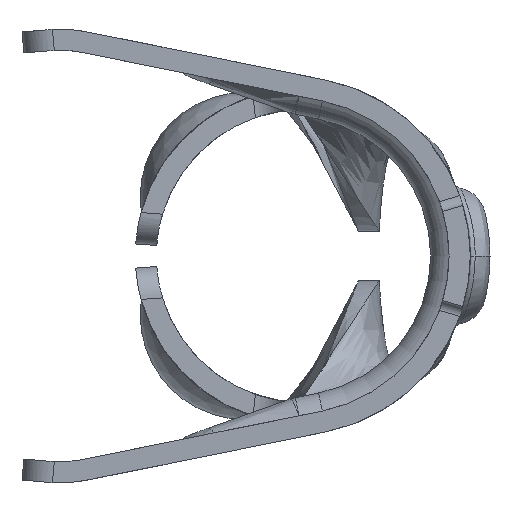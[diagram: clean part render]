
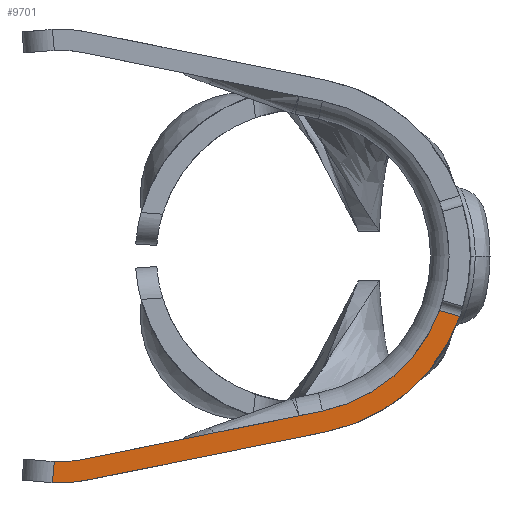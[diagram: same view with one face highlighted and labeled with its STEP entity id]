
A CAD part, left-side view. The second image highlights one B-rep face of the part: STEP entity #9701.
In plain terms, the highlighted planar face has unit normal (-0.999, 0.035, 0).
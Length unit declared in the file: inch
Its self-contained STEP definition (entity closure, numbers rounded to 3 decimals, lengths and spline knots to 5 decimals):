
#54 = CARTESIAN_POINT ( 'NONE',  ( -1.96623, 0.23565, -0.1949 ) ) ;
#143 = VERTEX_POINT ( 'NONE', #9720 ) ;
#356 = LINE ( 'NONE', #4991, #3006 ) ;
#587 = VERTEX_POINT ( 'NONE', #12188 ) ;
#681 = VERTEX_POINT ( 'NONE', #14085 ) ;
#716 = EDGE_CURVE ( 'NONE', #681, #143, #14254, .T. ) ;
#776 = LINE ( 'NONE', #5347, #3047 ) ;
#783 = VERTEX_POINT ( 'NONE', #1923 ) ;
#1063 = CARTESIAN_POINT ( 'NONE',  ( -1.96623, 0.23565, -0.1949 ) ) ;
#1725 = DIRECTION ( 'NONE',  ( 0.999, -0.035, 0. ) ) ;
#1923 = CARTESIAN_POINT ( 'NONE',  ( -1.97965, -0.14883, -0.05723 ) ) ;
#2380 = VERTEX_POINT ( 'NONE', #14476 ) ;
#2432 = CARTESIAN_POINT ( 'NONE',  ( -1.96617, 0.23739, -0.21484 ) ) ;
#2511 = DIRECTION ( 'NONE',  ( 0.033, 0.959, 0.281 ) ) ;
#2649 = CARTESIAN_POINT ( 'NONE',  ( -1.9749, -0.01273, -0.16859 ) ) ;
#2849 = FACE_OUTER_BOUND ( 'NONE', #5420, .T. ) ;
#2956 = ORIENTED_EDGE ( 'NONE', *, *, #10580, .F. ) ;
#3006 = VECTOR ( 'NONE', #9615, 39.37008 ) ;
#3047 = VECTOR ( 'NONE', #9975, 39.37008 ) ;
#3178 = ORIENTED_EDGE ( 'NONE', *, *, #7942, .F. ) ;
#3304 = CARTESIAN_POINT ( 'NONE',  ( -1.97524, -0.02246, -0.16662 ) ) ;
#3408 = ORIENTED_EDGE ( 'NONE', *, *, #11228, .T. ) ;
#3537 = CARTESIAN_POINT ( 'NONE',  ( -1.96737, 0.20293, -0.21222 ) ) ;
#3622 = ORIENTED_EDGE ( 'NONE', *, *, #6896, .F. ) ;
#3906 = ORIENTED_EDGE ( 'NONE', *, *, #13750, .F. ) ;
#3950 =( BOUNDED_CURVE ( )  B_SPLINE_CURVE ( 3, ( #4416, #9041, #13645, #3304 ),
 .UNSPECIFIED., .F., .T. ) 
 B_SPLINE_CURVE_WITH_KNOTS ( ( 4, 4 ),
 ( 0.34338, 1.37119 ),
 .UNSPECIFIED. ) 
 CURVE ( )  GEOMETRIC_REPRESENTATION_ITEM ( )  RATIONAL_B_SPLINE_CURVE ( ( 1., 0.914, 0.914, 1. ) ) 
 REPRESENTATION_ITEM ( '' )  );
#4025 = ORIENTED_EDGE ( 'NONE', *, *, #716, .F. ) ;
#4224 = ORIENTED_EDGE ( 'NONE', *, *, #4850, .T. ) ;
#4416 = CARTESIAN_POINT ( 'NONE',  ( -1.97965, -0.14883, -0.05723 ) ) ;
#4441 =( BOUNDED_CURVE ( )  B_SPLINE_CURVE ( 3, ( #3537, #8150, #12746, #2432 ),
 .UNSPECIFIED., .F., .T. ) 
 B_SPLINE_CURVE_WITH_KNOTS ( ( 4, 4 ),
 ( 1.37119, 1.61868 ),
 .UNSPECIFIED. ) 
 CURVE ( )  GEOMETRIC_REPRESENTATION_ITEM ( )  RATIONAL_B_SPLINE_CURVE ( ( 1., 0.995, 0.995, 1. ) ) 
 REPRESENTATION_ITEM ( '' )  );
#4448 = ORIENTED_EDGE ( 'NONE', *, *, #5906, .F. ) ;
#4850 = EDGE_CURVE ( 'NONE', #783, #143, #8234, .T. ) ;
#4991 = CARTESIAN_POINT ( 'NONE',  ( -1.96616, 0.23763, -0.21751 ) ) ;
#5347 = CARTESIAN_POINT ( 'NONE',  ( -1.97476, -0.00877, -0.14899 ) ) ;
#5420 = EDGE_LOOP ( 'NONE', ( #4448, #4224, #4025, #3906, #3622, #3408, #3178, #2956 ) ) ;
#5601 = CARTESIAN_POINT ( 'NONE',  ( -1.96656, 0.226, -0.1953 ) ) ;
#5625 = VERTEX_POINT ( 'NONE', #54 ) ;
#5906 = EDGE_CURVE ( 'NONE', #783, #10610, #3950, .T. ) ;
#6270 = DIRECTION ( 'NONE',  ( 0.035, 0.999, 0. ) ) ;
#6896 = EDGE_CURVE ( 'NONE', #5625, #2380, #14843, .T. ) ;
#7195 = VERTEX_POINT ( 'NONE', #7430 ) ;
#7228 = DIRECTION ( 'NONE',  ( 0.034, 0.98, -0.198 ) ) ;
#7430 = CARTESIAN_POINT ( 'NONE',  ( -1.96737, 0.20293, -0.21222 ) ) ;
#7436 = PLANE ( 'NONE',  #7590 ) ;
#7590 = AXIS2_PLACEMENT_3D ( 'NONE', #12008, #1725, #6270 ) ;
#7942 = EDGE_CURVE ( 'NONE', #7195, #587, #4441, .T. ) ;
#8150 = CARTESIAN_POINT ( 'NONE',  ( -1.96697, 0.21428, -0.21452 ) ) ;
#8234 = LINE ( 'NONE', #12824, #13955 ) ;
#9041 = CARTESIAN_POINT ( 'NONE',  ( -1.97894, -0.1283, -0.11464 ) ) ;
#9615 = DIRECTION ( 'NONE',  ( 0.003, 0.087, -0.996 ) ) ;
#9701 = ADVANCED_FACE ( 'NONE', ( #2849 ), #7436, .F. ) ;
#9720 = CARTESIAN_POINT ( 'NONE',  ( -1.97898, -0.1296, -0.0516 ) ) ;
#9975 = DIRECTION ( 'NONE',  ( -0.034, -0.98, 0.198 ) ) ;
#10229 = CARTESIAN_POINT ( 'NONE',  ( -1.9669, 0.21637, -0.19453 ) ) ;
#10580 = EDGE_CURVE ( 'NONE', #10610, #7195, #12968, .T. ) ;
#10610 = VERTEX_POINT ( 'NONE', #10838 ) ;
#10838 = CARTESIAN_POINT ( 'NONE',  ( -1.97524, -0.02246, -0.16662 ) ) ;
#11228 = EDGE_CURVE ( 'NONE', #5625, #587, #356, .T. ) ;
#12008 = CARTESIAN_POINT ( 'NONE',  ( -1.96516, 0.26625, -0.215 ) ) ;
#12188 = CARTESIAN_POINT ( 'NONE',  ( -1.96617, 0.23739, -0.21484 ) ) ;
#12746 = CARTESIAN_POINT ( 'NONE',  ( -1.96657, 0.22583, -0.21539 ) ) ;
#12824 = CARTESIAN_POINT ( 'NONE',  ( -1.97899, -0.12991, -0.05169 ) ) ;
#12968 = LINE ( 'NONE', #2649, #14745 ) ;
#13645 = CARTESIAN_POINT ( 'NONE',  ( -1.97733, -0.08221, -0.15454 ) ) ;
#13750 = EDGE_CURVE ( 'NONE', #2380, #681, #776, .T. ) ;
#13955 = VECTOR ( 'NONE', #2511, 39.37008 ) ;
#14009 = CARTESIAN_POINT ( 'NONE',  ( -1.9751, -0.01849, -0.14702 ) ) ;
#14048 = CARTESIAN_POINT ( 'NONE',  ( -1.97693, -0.07078, -0.13644 ) ) ;
#14066 = CARTESIAN_POINT ( 'NONE',  ( -1.97834, -0.11125, -0.10169 ) ) ;
#14080 = CARTESIAN_POINT ( 'NONE',  ( -1.97898, -0.1296, -0.0516 ) ) ;
#14085 = CARTESIAN_POINT ( 'NONE',  ( -1.9751, -0.01849, -0.14702 ) ) ;
#14254 =( BOUNDED_CURVE ( )  B_SPLINE_CURVE ( 3, ( #14009, #14048, #14066, #14080 ),
 .UNSPECIFIED., .F., .T. ) 
 B_SPLINE_CURVE_WITH_KNOTS ( ( 4, 4 ),
 ( 4.91199, 5.93203 ),
 .UNSPECIFIED. ) 
 CURVE ( )  GEOMETRIC_REPRESENTATION_ITEM ( )  RATIONAL_B_SPLINE_CURVE ( ( 1., 0.915, 0.915, 1. ) ) 
 REPRESENTATION_ITEM ( '' )  );
#14476 = CARTESIAN_POINT ( 'NONE',  ( -1.96723, 0.2069, -0.19262 ) ) ;
#14745 = VECTOR ( 'NONE', #7228, 39.37008 ) ;
#14843 =( BOUNDED_CURVE ( )  B_SPLINE_CURVE ( 3, ( #1063, #5601, #10229, #14925 ),
 .UNSPECIFIED., .F., .F. ) 
 B_SPLINE_CURVE_WITH_KNOTS ( ( 4, 4 ),
 ( 4.67107, 4.91199 ),
 .UNSPECIFIED. ) 
 CURVE ( )  GEOMETRIC_REPRESENTATION_ITEM ( )  RATIONAL_B_SPLINE_CURVE ( ( 1., 0.995, 0.995, 1. ) ) 
 REPRESENTATION_ITEM ( '' )  );
#14925 = CARTESIAN_POINT ( 'NONE',  ( -1.96723, 0.2069, -0.19262 ) ) ;
